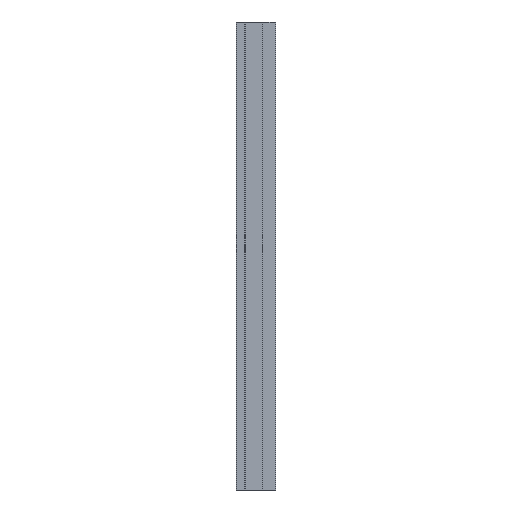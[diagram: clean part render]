
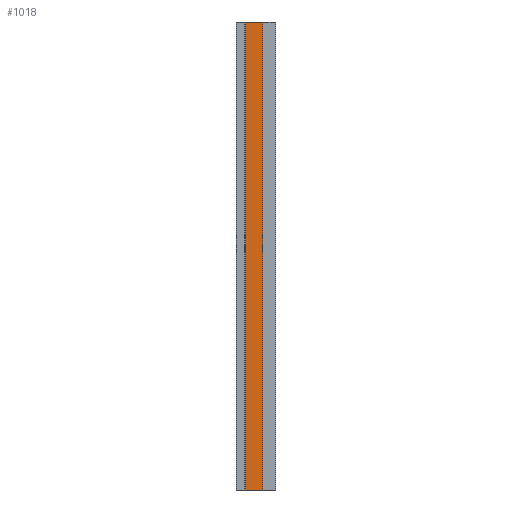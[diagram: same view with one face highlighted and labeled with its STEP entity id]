
A CAD part, left-side view. The second image highlights one B-rep face of the part: STEP entity #1018.
In plain terms, the highlighted planar face has unit normal (-1, 0, 0).
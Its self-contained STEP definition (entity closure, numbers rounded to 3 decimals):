
#66 = CARTESIAN_POINT ( 'NONE',  ( 0., -42.98, 0. ) ) ;
#374 = VECTOR ( 'NONE', #5456, 1000. ) ;
#844 = CARTESIAN_POINT ( 'NONE',  ( 0., -97., 2000. ) ) ;
#900 = AXIS2_PLACEMENT_3D ( 'NONE', #844, #1352, #4878 ) ;
#1018 = ADVANCED_FACE ( 'NONE', ( #5392 ), #6393, .F. ) ;
#1170 = VERTEX_POINT ( 'NONE', #3461 ) ;
#1272 = ORIENTED_EDGE ( 'NONE', *, *, #6423, .F. ) ;
#1332 = CARTESIAN_POINT ( 'NONE',  ( 0., -97., 2000. ) ) ;
#1352 = DIRECTION ( 'NONE',  ( 1., 0., 0. ) ) ;
#1700 = ORIENTED_EDGE ( 'NONE', *, *, #3328, .F. ) ;
#1753 = VERTEX_POINT ( 'NONE', #6539 ) ;
#2055 = DIRECTION ( 'NONE',  ( 0., 0., 1. ) ) ;
#2635 = LINE ( 'NONE', #4149, #374 ) ;
#2820 = DIRECTION ( 'NONE',  ( 0., -1., 0. ) ) ;
#2947 = LINE ( 'NONE', #1332, #4070 ) ;
#3249 = EDGE_CURVE ( 'NONE', #4589, #1170, #6438, .T. ) ;
#3328 = EDGE_CURVE ( 'NONE', #1753, #4887, #6009, .T. ) ;
#3449 = VECTOR ( 'NONE', #5478, 1000. ) ;
#3461 = CARTESIAN_POINT ( 'NONE',  ( 0., -42.98, 2000. ) ) ;
#3712 = ORIENTED_EDGE ( 'NONE', *, *, #3249, .T. ) ;
#4006 = CARTESIAN_POINT ( 'NONE',  ( 0., 30.98, 2000. ) ) ;
#4036 = CARTESIAN_POINT ( 'NONE',  ( 0., 30.98, 0. ) ) ;
#4070 = VECTOR ( 'NONE', #2820, 1000. ) ;
#4149 = CARTESIAN_POINT ( 'NONE',  ( 0., -97., 0. ) ) ;
#4406 = VECTOR ( 'NONE', #2055, 1000. ) ;
#4408 = EDGE_CURVE ( 'NONE', #1753, #4589, #2635, .T. ) ;
#4589 = VERTEX_POINT ( 'NONE', #66 ) ;
#4878 = DIRECTION ( 'NONE',  ( 0., 0., -1. ) ) ;
#4887 = VERTEX_POINT ( 'NONE', #4006 ) ;
#5190 = ORIENTED_EDGE ( 'NONE', *, *, #4408, .T. ) ;
#5392 = FACE_OUTER_BOUND ( 'NONE', #6432, .T. ) ;
#5456 = DIRECTION ( 'NONE',  ( 0., -1., 0. ) ) ;
#5478 = DIRECTION ( 'NONE',  ( 0., 0., 1. ) ) ;
#6009 = LINE ( 'NONE', #4036, #4406 ) ;
#6393 = PLANE ( 'NONE',  #900 ) ;
#6412 = CARTESIAN_POINT ( 'NONE',  ( 0., -42.98, 0. ) ) ;
#6423 = EDGE_CURVE ( 'NONE', #4887, #1170, #2947, .T. ) ;
#6432 = EDGE_LOOP ( 'NONE', ( #5190, #3712, #1272, #1700 ) ) ;
#6438 = LINE ( 'NONE', #6412, #3449 ) ;
#6539 = CARTESIAN_POINT ( 'NONE',  ( 0., 30.98, 0. ) ) ;
